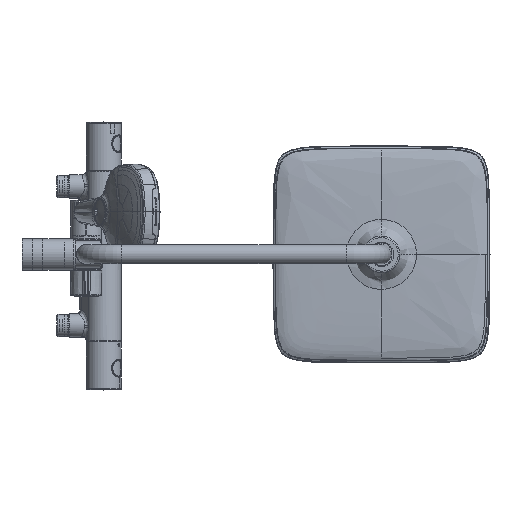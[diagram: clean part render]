
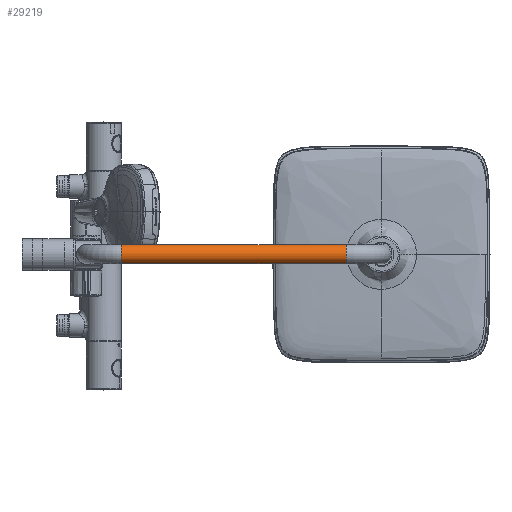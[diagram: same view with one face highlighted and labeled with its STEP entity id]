
A CAD part, top view. The second image highlights one B-rep face of the part: STEP entity #29219.
In plain terms, the highlighted cylindrical face has radius 11 mm (diameter 22 mm), a full revolution.
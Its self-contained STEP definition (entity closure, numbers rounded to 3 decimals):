
#653=CYLINDRICAL_SURFACE('',#39169,11.);
#2020=CIRCLE('',#39168,11.);
#2021=CIRCLE('',#39170,11.);
#6536=ORIENTED_EDGE('',*,*,#12253,.T.);
#6537=ORIENTED_EDGE('',*,*,#12254,.F.);
#12253=EDGE_CURVE('',#16649,#16649,#2020,.F.);
#12254=EDGE_CURVE('',#16650,#16650,#2021,.F.);
#16649=VERTEX_POINT('',#78492);
#16650=VERTEX_POINT('',#78495);
#23094=EDGE_LOOP('',(#6536));
#23095=EDGE_LOOP('',(#6537));
#26282=FACE_BOUND('',#23094,.T.);
#26283=FACE_BOUND('',#23095,.T.);
#29219=ADVANCED_FACE('',(#26282,#26283),#653,.T.);
#39168=AXIS2_PLACEMENT_3D('',#78491,#42862,#42863);
#39169=AXIS2_PLACEMENT_3D('',#78493,#42864,#42865);
#39170=AXIS2_PLACEMENT_3D('',#78494,#42866,#42867);
#42862=DIRECTION('',(1.,0.,0.));
#42863=DIRECTION('',(0.,0.,1.));
#42864=DIRECTION('',(1.,0.,0.));
#42865=DIRECTION('',(0.,0.,-1.));
#42866=DIRECTION('',(1.,0.,0.));
#42867=DIRECTION('',(0.,0.,1.));
#78491=CARTESIAN_POINT('',(299.5,0.,1089.));
#78492=CARTESIAN_POINT('',(299.5,0.,1100.));
#78493=CARTESIAN_POINT('',(40.5,0.,1089.));
#78494=CARTESIAN_POINT('',(40.5,0.,1089.));
#78495=CARTESIAN_POINT('',(40.5,0.,1100.));
